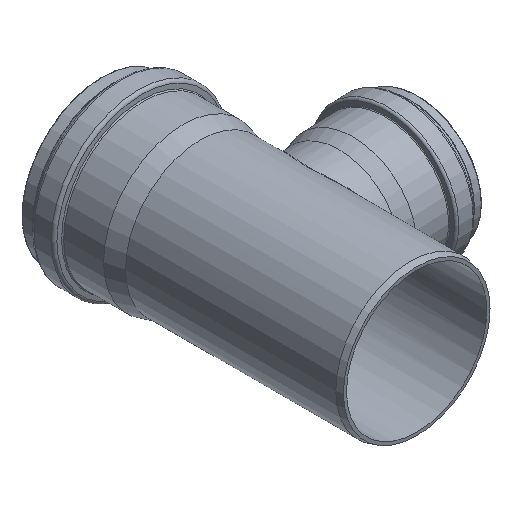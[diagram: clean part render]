
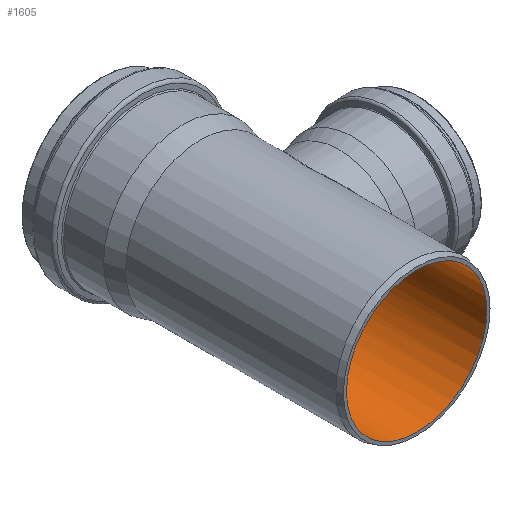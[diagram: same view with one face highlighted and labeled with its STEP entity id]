
A CAD part, isometric view. The second image highlights one B-rep face of the part: STEP entity #1605.
In plain terms, the highlighted cylindrical face has radius 93.85 mm (diameter 187.7 mm), a full revolution.
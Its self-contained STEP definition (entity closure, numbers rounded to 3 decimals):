
#70=LINE('',#3822,#108);
#71=LINE('',#3824,#109);
#108=VECTOR('',#2251,93.85);
#109=VECTOR('',#2252,93.85);
#254=CIRCLE('',#1803,93.85);
#255=CIRCLE('',#1804,93.85);
#256=CIRCLE('',#1805,93.85);
#257=CIRCLE('',#1806,93.85);
#368=CYLINDRICAL_SURFACE('',#1802,93.85);
#416=FACE_OUTER_BOUND('',#491,.T.);
#491=EDGE_LOOP('',(#1302,#1303,#1304,#1305,#1306,#1307,#1308,#1309,#1310,
#1311,#1312));
#547=B_SPLINE_CURVE_WITH_KNOTS('',3,(#3743,#3744,#3745,#3746,#3747,#3748,
#3749,#3750,#3751,#3752,#3753,#3754,#3755,#3756,#3757,#3758,#3759,#3760,
#3761,#3762),.UNSPECIFIED.,.F.,.F.,(4,2,2,2,2,2,2,2,2,4),(0.,0.76,
1.52,3.04,4.56,6.081,7.576,
9.071,10.566,12.061),.UNSPECIFIED.);
#548=B_SPLINE_CURVE_WITH_KNOTS('',3,(#3764,#3765,#3766,#3767,#3768,#3769,
#3770,#3771,#3772,#3773,#3774,#3775,#3776,#3777,#3778,#3779,#3780,#3781),
 .UNSPECIFIED.,.F.,.F.,(4,2,2,2,2,2,2,2,4),(36.392,37.888,
39.384,40.88,42.376,43.948,45.519,
47.09,48.662),.UNSPECIFIED.);
#549=B_SPLINE_CURVE_WITH_KNOTS('',3,(#3782,#3783,#3784,#3785,#3786,#3787,
#3788,#3789,#3790,#3791,#3792,#3793,#3794,#3795,#3796,#3797,#3798,#3799,
#3800,#3801,#3802,#3803,#3804,#3805,#3806,#3807,#3808,#3809,#3810,#3811,
#3812,#3813,#3814,#3815,#3816,#3817),.UNSPECIFIED.,.F.,.F.,(4,2,2,2,2,2,
2,2,2,2,2,2,2,2,2,2,2,4),(12.061,13.556,15.051,
16.547,18.042,19.562,21.082,22.602,
23.362,24.122,25.694,27.265,28.837,
30.408,31.904,33.4,34.896,36.392),
 .UNSPECIFIED.);
#655=VERTEX_POINT('',#3740);
#656=VERTEX_POINT('',#3742);
#657=VERTEX_POINT('',#3763);
#658=VERTEX_POINT('',#3819);
#659=VERTEX_POINT('',#3820);
#660=VERTEX_POINT('',#3823);
#661=VERTEX_POINT('',#3825);
#893=EDGE_CURVE('',#656,#655,#547,.T.);
#894=EDGE_CURVE('',#657,#656,#548,.T.);
#895=EDGE_CURVE('',#655,#657,#549,.T.);
#896=EDGE_CURVE('',#658,#659,#254,.T.);
#897=EDGE_CURVE('',#659,#657,#70,.T.);
#898=EDGE_CURVE('',#655,#660,#71,.T.);
#899=EDGE_CURVE('',#661,#660,#255,.T.);
#900=EDGE_CURVE('',#660,#661,#256,.T.);
#901=EDGE_CURVE('',#659,#658,#257,.T.);
#1302=ORIENTED_EDGE('',*,*,#896,.T.);
#1303=ORIENTED_EDGE('',*,*,#897,.T.);
#1304=ORIENTED_EDGE('',*,*,#894,.T.);
#1305=ORIENTED_EDGE('',*,*,#893,.T.);
#1306=ORIENTED_EDGE('',*,*,#898,.T.);
#1307=ORIENTED_EDGE('',*,*,#899,.F.);
#1308=ORIENTED_EDGE('',*,*,#900,.F.);
#1309=ORIENTED_EDGE('',*,*,#898,.F.);
#1310=ORIENTED_EDGE('',*,*,#895,.T.);
#1311=ORIENTED_EDGE('',*,*,#897,.F.);
#1312=ORIENTED_EDGE('',*,*,#901,.T.);
#1605=ADVANCED_FACE('',(#416),#368,.F.);
#1802=AXIS2_PLACEMENT_3D('',#3818,#2247,#2248);
#1803=AXIS2_PLACEMENT_3D('',#3821,#2249,#2250);
#1804=AXIS2_PLACEMENT_3D('',#3826,#2253,#2254);
#1805=AXIS2_PLACEMENT_3D('',#3827,#2255,#2256);
#1806=AXIS2_PLACEMENT_3D('',#3828,#2257,#2258);
#2247=DIRECTION('center_axis',(0.,1.,0.));
#2248=DIRECTION('ref_axis',(-1.,0.,0.));
#2249=DIRECTION('center_axis',(0.,1.,0.));
#2250=DIRECTION('ref_axis',(1.,0.,0.));
#2251=DIRECTION('',(0.,-1.,0.));
#2252=DIRECTION('',(0.,-1.,0.));
#2253=DIRECTION('center_axis',(0.,1.,0.));
#2254=DIRECTION('ref_axis',(1.,0.,0.));
#2255=DIRECTION('center_axis',(0.,1.,0.));
#2256=DIRECTION('ref_axis',(1.,0.,0.));
#2257=DIRECTION('center_axis',(0.,1.,0.));
#2258=DIRECTION('ref_axis',(1.,0.,0.));
#3740=CARTESIAN_POINT('',(93.85,132.776,0.));
#3742=CARTESIAN_POINT('',(56.083,206.449,75.25));
#3743=CARTESIAN_POINT('Ctrl Pts',(56.083,206.449,75.25));
#3744=CARTESIAN_POINT('Ctrl Pts',(56.083,203.915,75.25));
#3745=CARTESIAN_POINT('Ctrl Pts',(56.256,201.391,75.122));
#3746=CARTESIAN_POINT('Ctrl Pts',(56.927,196.395,74.614));
#3747=CARTESIAN_POINT('Ctrl Pts',(57.425,193.924,74.235));
#3748=CARTESIAN_POINT('Ctrl Pts',(59.332,186.633,72.733));
#3749=CARTESIAN_POINT('Ctrl Pts',(61.153,181.936,71.247));
#3750=CARTESIAN_POINT('Ctrl Pts',(65.346,173.042,67.422));
#3751=CARTESIAN_POINT('Ctrl Pts',(67.716,168.836,65.079));
#3752=CARTESIAN_POINT('Ctrl Pts',(72.502,161.062,59.701));
#3753=CARTESIAN_POINT('Ctrl Pts',(74.918,157.494,56.663));
#3754=CARTESIAN_POINT('Ctrl Pts',(79.375,151.193,50.225));
#3755=CARTESIAN_POINT('Ctrl Pts',(81.592,148.215,46.592));
#3756=CARTESIAN_POINT('Ctrl Pts',(85.671,142.89,38.582));
#3757=CARTESIAN_POINT('Ctrl Pts',(87.531,140.541,34.204));
#3758=CARTESIAN_POINT('Ctrl Pts',(90.606,136.714,24.942));
#3759=CARTESIAN_POINT('Ctrl Pts',(91.823,135.231,20.048));
#3760=CARTESIAN_POINT('Ctrl Pts',(93.445,133.262,10.069));
#3761=CARTESIAN_POINT('Ctrl Pts',(93.85,132.776,4.984));
#3762=CARTESIAN_POINT('Ctrl Pts',(93.85,132.776,0.));
#3763=CARTESIAN_POINT('',(93.85,283.419,0.));
#3764=CARTESIAN_POINT('Ctrl Pts',(93.85,283.419,0.));
#3765=CARTESIAN_POINT('Ctrl Pts',(93.85,283.419,4.987));
#3766=CARTESIAN_POINT('Ctrl Pts',(93.445,282.898,10.061));
#3767=CARTESIAN_POINT('Ctrl Pts',(91.834,280.801,19.992));
#3768=CARTESIAN_POINT('Ctrl Pts',(90.629,279.228,24.85));
#3769=CARTESIAN_POINT('Ctrl Pts',(87.598,275.192,34.025));
#3770=CARTESIAN_POINT('Ctrl Pts',(85.77,272.726,38.353));
#3771=CARTESIAN_POINT('Ctrl Pts',(81.777,267.17,46.261));
#3772=CARTESIAN_POINT('Ctrl Pts',(79.613,264.081,49.841));
#3773=CARTESIAN_POINT('Ctrl Pts',(75.201,257.487,56.291));
#3774=CARTESIAN_POINT('Ctrl Pts',(72.773,253.706,59.373));
#3775=CARTESIAN_POINT('Ctrl Pts',(67.956,245.511,64.831));
#3776=CARTESIAN_POINT('Ctrl Pts',(65.566,241.098,67.21));
#3777=CARTESIAN_POINT('Ctrl Pts',(61.316,231.812,71.109));
#3778=CARTESIAN_POINT('Ctrl Pts',(59.457,226.934,72.632));
#3779=CARTESIAN_POINT('Ctrl Pts',(56.834,216.874,74.703));
#3780=CARTESIAN_POINT('Ctrl Pts',(56.083,211.687,75.25));
#3781=CARTESIAN_POINT('Ctrl Pts',(56.083,206.449,75.25));
#3782=CARTESIAN_POINT('Ctrl Pts',(93.85,132.776,0.));
#3783=CARTESIAN_POINT('Ctrl Pts',(93.85,132.776,-4.984));
#3784=CARTESIAN_POINT('Ctrl Pts',(93.445,133.262,-10.069));
#3785=CARTESIAN_POINT('Ctrl Pts',(91.823,135.231,-20.048));
#3786=CARTESIAN_POINT('Ctrl Pts',(90.606,136.714,-24.942));
#3787=CARTESIAN_POINT('Ctrl Pts',(87.531,140.541,-34.204));
#3788=CARTESIAN_POINT('Ctrl Pts',(85.671,142.89,-38.582));
#3789=CARTESIAN_POINT('Ctrl Pts',(81.592,148.215,-46.592));
#3790=CARTESIAN_POINT('Ctrl Pts',(79.375,151.193,-50.225));
#3791=CARTESIAN_POINT('Ctrl Pts',(74.918,157.494,-56.663));
#3792=CARTESIAN_POINT('Ctrl Pts',(72.502,161.062,-59.701));
#3793=CARTESIAN_POINT('Ctrl Pts',(67.716,168.836,-65.079));
#3794=CARTESIAN_POINT('Ctrl Pts',(65.346,173.042,-67.422));
#3795=CARTESIAN_POINT('Ctrl Pts',(61.153,181.936,-71.247));
#3796=CARTESIAN_POINT('Ctrl Pts',(59.332,186.633,-72.733));
#3797=CARTESIAN_POINT('Ctrl Pts',(57.425,193.924,-74.235));
#3798=CARTESIAN_POINT('Ctrl Pts',(56.927,196.395,-74.614));
#3799=CARTESIAN_POINT('Ctrl Pts',(56.256,201.391,-75.122));
#3800=CARTESIAN_POINT('Ctrl Pts',(56.083,203.915,-75.25));
#3801=CARTESIAN_POINT('Ctrl Pts',(56.083,211.687,-75.25));
#3802=CARTESIAN_POINT('Ctrl Pts',(56.834,216.874,-74.703));
#3803=CARTESIAN_POINT('Ctrl Pts',(59.457,226.934,-72.632));
#3804=CARTESIAN_POINT('Ctrl Pts',(61.316,231.812,-71.109));
#3805=CARTESIAN_POINT('Ctrl Pts',(65.566,241.098,-67.21));
#3806=CARTESIAN_POINT('Ctrl Pts',(67.956,245.511,-64.831));
#3807=CARTESIAN_POINT('Ctrl Pts',(72.773,253.706,-59.373));
#3808=CARTESIAN_POINT('Ctrl Pts',(75.201,257.487,-56.291));
#3809=CARTESIAN_POINT('Ctrl Pts',(79.613,264.081,-49.841));
#3810=CARTESIAN_POINT('Ctrl Pts',(81.777,267.17,-46.261));
#3811=CARTESIAN_POINT('Ctrl Pts',(85.77,272.726,-38.353));
#3812=CARTESIAN_POINT('Ctrl Pts',(87.598,275.192,-34.025));
#3813=CARTESIAN_POINT('Ctrl Pts',(90.629,279.228,-24.85));
#3814=CARTESIAN_POINT('Ctrl Pts',(91.834,280.801,-19.992));
#3815=CARTESIAN_POINT('Ctrl Pts',(93.445,282.898,-10.061));
#3816=CARTESIAN_POINT('Ctrl Pts',(93.85,283.419,-4.987));
#3817=CARTESIAN_POINT('Ctrl Pts',(93.85,283.419,0.));
#3818=CARTESIAN_POINT('Origin',(0.,143.624,0.));
#3819=CARTESIAN_POINT('',(92.967,287.249,12.842));
#3820=CARTESIAN_POINT('',(93.85,287.249,0.));
#3821=CARTESIAN_POINT('Origin',(0.,287.249,0.));
#3822=CARTESIAN_POINT('',(93.85,143.624,0.));
#3823=CARTESIAN_POINT('',(93.85,0.,0.));
#3824=CARTESIAN_POINT('',(93.85,143.624,0.));
#3825=CARTESIAN_POINT('',(-93.85,0.,0.));
#3826=CARTESIAN_POINT('Origin',(0.,0.,0.));
#3827=CARTESIAN_POINT('Origin',(0.,0.,0.));
#3828=CARTESIAN_POINT('Origin',(0.,287.249,0.));
